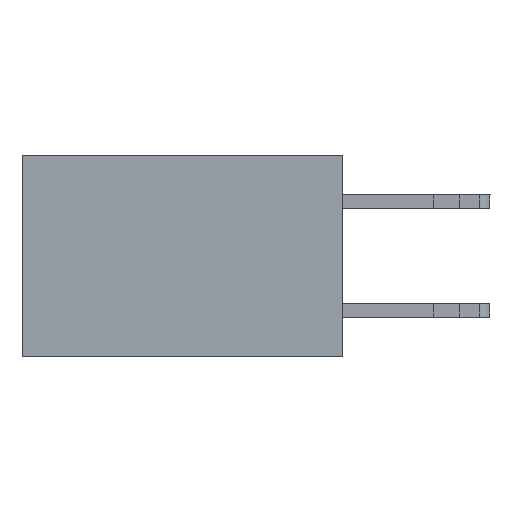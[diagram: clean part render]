
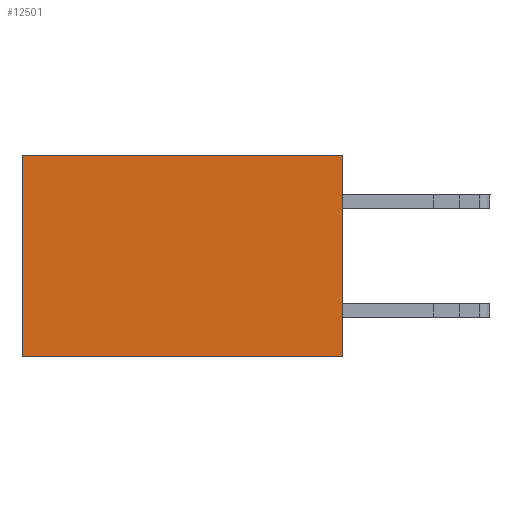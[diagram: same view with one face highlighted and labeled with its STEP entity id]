
A CAD part, left-side view. The second image highlights one B-rep face of the part: STEP entity #12501.
In plain terms, the highlighted planar face has unit normal (-1, 0, 0).
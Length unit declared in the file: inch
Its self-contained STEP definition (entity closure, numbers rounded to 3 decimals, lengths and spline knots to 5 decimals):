
#428 = LINE ( 'NONE', #3186, #18367 ) ;
#1570 = ORIENTED_EDGE ( 'NONE', *, *, #6560, .T. ) ;
#1729 = CARTESIAN_POINT ( 'NONE',  ( 0.277, 0.59, -0.37 ) ) ;
#2365 = DIRECTION ( 'NONE',  ( 0., 0., -1. ) ) ;
#3162 = EDGE_CURVE ( 'NONE', #15076, #4385, #5057, .T. ) ;
#3186 = CARTESIAN_POINT ( 'NONE',  ( 0.277, 0., 0. ) ) ;
#3707 = CARTESIAN_POINT ( 'NONE',  ( 0.277, 0., -0.37 ) ) ;
#4218 = EDGE_CURVE ( 'NONE', #15309, #18545, #9667, .T. ) ;
#4361 = VECTOR ( 'NONE', #17626, 39.37008 ) ;
#4385 = VERTEX_POINT ( 'NONE', #13000 ) ;
#4630 = LINE ( 'NONE', #7500, #4361 ) ;
#4714 = DIRECTION ( 'NONE',  ( 0., 1., 0. ) ) ;
#5057 = LINE ( 'NONE', #5145, #7179 ) ;
#5145 = CARTESIAN_POINT ( 'NONE',  ( 0.277, 0., -0.37 ) ) ;
#5711 = ORIENTED_EDGE ( 'NONE', *, *, #4218, .T. ) ;
#6560 = EDGE_CURVE ( 'NONE', #15076, #15309, #428, .T. ) ;
#6917 = EDGE_LOOP ( 'NONE', ( #5711, #11968, #10164, #1570 ) ) ;
#7070 = EDGE_CURVE ( 'NONE', #4385, #18545, #4630, .T. ) ;
#7179 = VECTOR ( 'NONE', #16788, 39.37008 ) ;
#7500 = CARTESIAN_POINT ( 'NONE',  ( 0.277, 0., -0.37 ) ) ;
#8129 = DIRECTION ( 'NONE',  ( 0., 0., -1. ) ) ;
#8394 = VECTOR ( 'NONE', #8129, 39.37008 ) ;
#8712 = CARTESIAN_POINT ( 'NONE',  ( 0.277, 0., 0. ) ) ;
#9667 = LINE ( 'NONE', #18266, #8394 ) ;
#10164 = ORIENTED_EDGE ( 'NONE', *, *, #3162, .F. ) ;
#10953 = FACE_OUTER_BOUND ( 'NONE', #6917, .T. ) ;
#11968 = ORIENTED_EDGE ( 'NONE', *, *, #7070, .F. ) ;
#12501 = ADVANCED_FACE ( 'NONE', ( #10953 ), #16975, .F. ) ;
#13000 = CARTESIAN_POINT ( 'NONE',  ( 0.277, 0., -0.37 ) ) ;
#13025 = CARTESIAN_POINT ( 'NONE',  ( 0.277, 0.59, 0. ) ) ;
#15076 = VERTEX_POINT ( 'NONE', #8712 ) ;
#15309 = VERTEX_POINT ( 'NONE', #13025 ) ;
#15450 = DIRECTION ( 'NONE',  ( 1., 0., 0. ) ) ;
#16788 = DIRECTION ( 'NONE',  ( 0., 0., -1. ) ) ;
#16975 = PLANE ( 'NONE',  #17954 ) ;
#17626 = DIRECTION ( 'NONE',  ( 0., 1., 0. ) ) ;
#17954 = AXIS2_PLACEMENT_3D ( 'NONE', #3707, #15450, #2365 ) ;
#18266 = CARTESIAN_POINT ( 'NONE',  ( 0.277, 0.59, -0.37 ) ) ;
#18367 = VECTOR ( 'NONE', #4714, 39.37008 ) ;
#18545 = VERTEX_POINT ( 'NONE', #1729 ) ;
